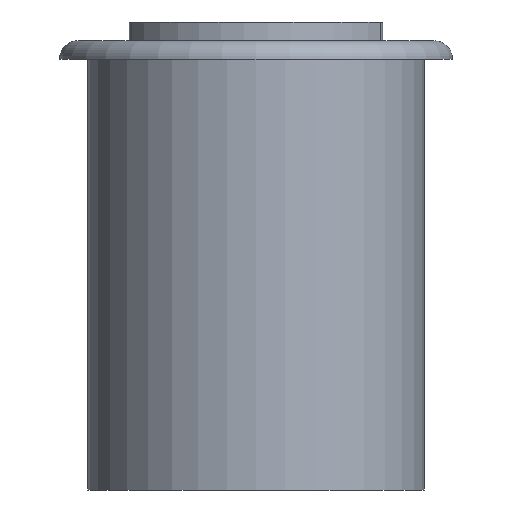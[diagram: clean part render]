
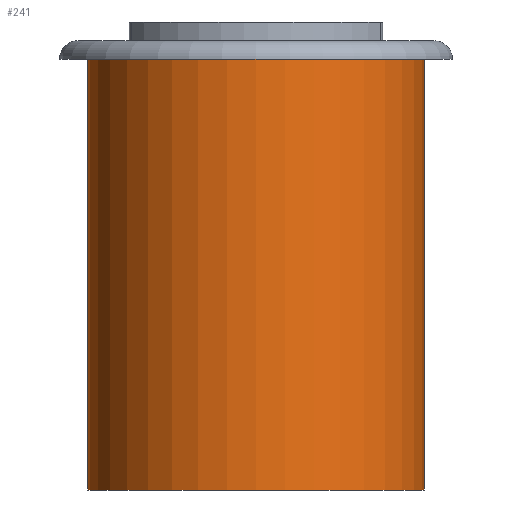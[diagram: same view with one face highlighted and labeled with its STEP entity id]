
A CAD part, front view. The second image highlights one B-rep face of the part: STEP entity #241.
In plain terms, the highlighted cylindrical face has radius 9 mm (diameter 18 mm), a full revolution.
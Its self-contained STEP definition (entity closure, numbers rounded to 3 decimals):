
#18=FACE_BOUND('',#58,.T.);
#39=FACE_OUTER_BOUND('',#57,.T.);
#57=EDGE_LOOP('',(#201));
#58=EDGE_LOOP('',(#202));
#100=CIRCLE('',#273,9.);
#101=CIRCLE('',#274,9.);
#120=VERTEX_POINT('',#411);
#121=VERTEX_POINT('',#413);
#148=EDGE_CURVE('',#120,#120,#100,.T.);
#149=EDGE_CURVE('',#121,#121,#101,.T.);
#201=ORIENTED_EDGE('',*,*,#148,.T.);
#202=ORIENTED_EDGE('',*,*,#149,.F.);
#212=CYLINDRICAL_SURFACE('',#272,9.);
#241=ADVANCED_FACE('',(#39,#18),#212,.T.);
#272=AXIS2_PLACEMENT_3D('',#410,#343,#344);
#273=AXIS2_PLACEMENT_3D('',#412,#345,#346);
#274=AXIS2_PLACEMENT_3D('',#414,#347,#348);
#343=DIRECTION('center_axis',(0.,0.,1.));
#344=DIRECTION('ref_axis',(1.,0.,0.));
#345=DIRECTION('center_axis',(0.,0.,-1.));
#346=DIRECTION('ref_axis',(1.,0.,0.));
#347=DIRECTION('center_axis',(0.,0.,-1.));
#348=DIRECTION('ref_axis',(1.,0.,0.));
#410=CARTESIAN_POINT('Origin',(0.,0.,0.));
#411=CARTESIAN_POINT('',(-9.,0.,23.));
#412=CARTESIAN_POINT('Origin',(0.,0.,23.));
#413=CARTESIAN_POINT('',(-9.,0.,0.));
#414=CARTESIAN_POINT('Origin',(0.,0.,0.));
